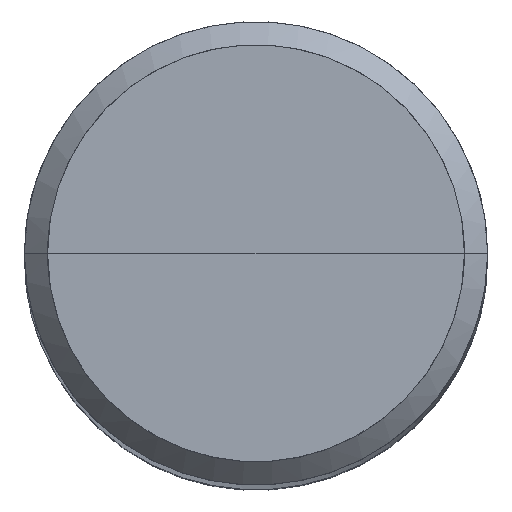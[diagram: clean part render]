
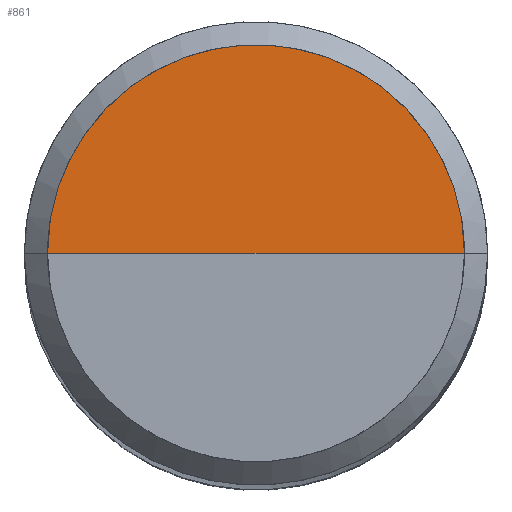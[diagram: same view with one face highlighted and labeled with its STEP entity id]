
A CAD part, top view. The second image highlights one B-rep face of the part: STEP entity #861.
In plain terms, the highlighted free-form (B-spline) face has degree [1, 2] with [2, 5] control points.
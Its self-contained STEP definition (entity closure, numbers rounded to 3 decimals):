
#640=CARTESIAN_POINT('',(4.5,0.0,53.0));
#641=CARTESIAN_POINT('',(4.5,4.5,53.0));
#642=CARTESIAN_POINT('',(0.0,4.5,53.0));
#643=CARTESIAN_POINT('',(-4.5,4.5,53.0));
#644=CARTESIAN_POINT('',(-4.5,0.0,53.0));
#645=CARTESIAN_POINT('',(0.0,0.0,53.0));
#846=(
BOUNDED_SURFACE()
B_SPLINE_SURFACE(1,2,(
(#640,#641,#642,#643,#644),
(#645,#645,#645,#645,#645)
), .UNSPECIFIED.,.F.,.F.,.F.)
B_SPLINE_SURFACE_WITH_KNOTS((2,2),(3,2,3),(
0.0,1.0),(
0.0,0.5,1.0), .UNSPECIFIED.)
GEOMETRIC_REPRESENTATION_ITEM()
RATIONAL_B_SPLINE_SURFACE(((1.0,0.707,1.0,0.707,1.0),
(1.0,0.707,1.0,0.707,1.0)
))
REPRESENTATION_ITEM('')
SURFACE()
);
#847=(
BOUNDED_CURVE()
B_SPLINE_CURVE(2,(#644,#643,#642,#641,#640),.UNSPECIFIED.,.F.,.F.)
B_SPLINE_CURVE_WITH_KNOTS((3,2,3),
(0.0,0.5,1.0),.UNSPECIFIED.)
CURVE()
GEOMETRIC_REPRESENTATION_ITEM()
RATIONAL_B_SPLINE_CURVE((1.0,0.707,1.0,0.707,1.0))
REPRESENTATION_ITEM('')
);
#848=(
BOUNDED_CURVE()
B_SPLINE_CURVE(1,(#640,#645),.UNSPECIFIED.,.F.,.F.)
B_SPLINE_CURVE_WITH_KNOTS((2,2),
(0.0,1.0),.UNSPECIFIED.)
CURVE()
GEOMETRIC_REPRESENTATION_ITEM()
RATIONAL_B_SPLINE_CURVE((1.0,1.0))
REPRESENTATION_ITEM('')
);
#849=(
BOUNDED_CURVE()
B_SPLINE_CURVE(1,(#645,#644),.UNSPECIFIED.,.F.,.F.)
B_SPLINE_CURVE_WITH_KNOTS((2,2),
(0.0,1.0),.UNSPECIFIED.)
CURVE()
GEOMETRIC_REPRESENTATION_ITEM()
RATIONAL_B_SPLINE_CURVE((1.0,1.0))
REPRESENTATION_ITEM('')
);
#850=VERTEX_POINT('',#640);
#851=VERTEX_POINT('',#644);
#852=VERTEX_POINT('',#645);
#853=EDGE_CURVE('',#851,#850,#847,.T.);
#854=EDGE_CURVE('',#850,#852,#848,.T.);
#855=EDGE_CURVE('',#852,#851,#849,.T.);
#856=ORIENTED_EDGE('',*,*,#853,.T.);
#857=ORIENTED_EDGE('',*,*,#854,.T.);
#858=ORIENTED_EDGE('',*,*,#855,.T.);
#859=EDGE_LOOP('',(#856,#857,#858));
#860=FACE_OUTER_BOUND('',#859,.T.);
#861=ADVANCED_FACE('',(#860),#846,.T.);
